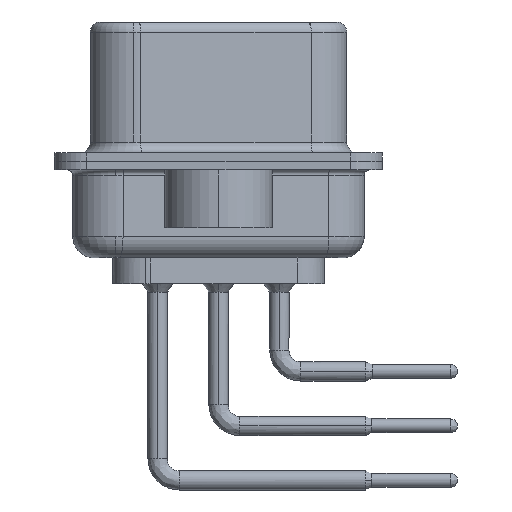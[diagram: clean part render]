
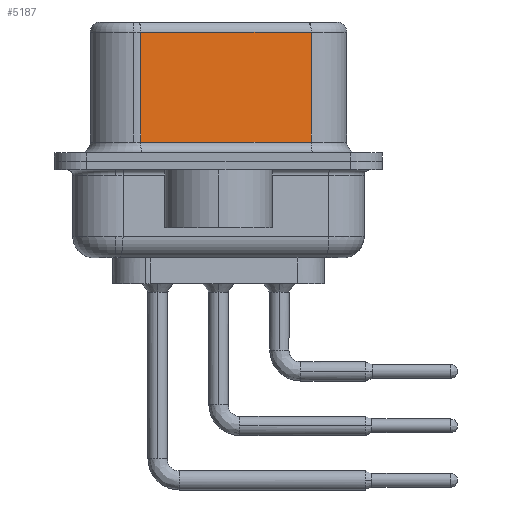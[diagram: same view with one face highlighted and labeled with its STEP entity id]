
A CAD part, left-side view. The second image highlights one B-rep face of the part: STEP entity #5187.
In plain terms, the highlighted planar face has unit normal (-0.985, -0.174, 0).
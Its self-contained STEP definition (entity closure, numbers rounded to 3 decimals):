
#1248 = VERTEX_POINT ( 'NONE', #35572 ) ;
#1966 = VECTOR ( 'NONE', #12081, 1000. ) ;
#2683 = CARTESIAN_POINT ( 'NONE',  ( 3.73, 3.628, 6.02 ) ) ;
#3181 = DIRECTION ( 'NONE',  ( 0., 0., -1. ) ) ;
#4263 = CARTESIAN_POINT ( 'NONE',  ( 5.132, -4.322, 6.02 ) ) ;
#4617 = ORIENTED_EDGE ( 'NONE', *, *, #22468, .T. ) ;
#4949 = VERTEX_POINT ( 'NONE', #19139 ) ;
#5187 = ADVANCED_FACE ( 'NONE', ( #29302 ), #25700, .F. ) ;
#5584 = EDGE_CURVE ( 'NONE', #33736, #34727, #9134, .T. ) ;
#5772 = VECTOR ( 'NONE', #25052, 1000. ) ;
#6769 = VECTOR ( 'NONE', #3181, 1000. ) ;
#8286 = EDGE_CURVE ( 'NONE', #33736, #4949, #35342, .T. ) ;
#9059 = CARTESIAN_POINT ( 'NONE',  ( 5.132, -4.322, 6.02 ) ) ;
#9134 = LINE ( 'NONE', #9059, #31040 ) ;
#9692 = LINE ( 'NONE', #32051, #1966 ) ;
#11298 = ORIENTED_EDGE ( 'NONE', *, *, #5584, .T. ) ;
#12020 = ORIENTED_EDGE ( 'NONE', *, *, #37089, .T. ) ;
#12081 = DIRECTION ( 'NONE',  ( 0.174, -0.985, 0. ) ) ;
#14485 = LINE ( 'NONE', #29026, #6769 ) ;
#16708 = CARTESIAN_POINT ( 'NONE',  ( 5.132, -4.322, 6.52 ) ) ;
#17732 = DIRECTION ( 'NONE',  ( -0.174, 0.985, 0. ) ) ;
#18467 = AXIS2_PLACEMENT_3D ( 'NONE', #34853, #36844, #36723 ) ;
#19139 = CARTESIAN_POINT ( 'NONE',  ( 5.132, -4.322, 0.9 ) ) ;
#22468 = EDGE_CURVE ( 'NONE', #1248, #4949, #9692, .T. ) ;
#25052 = DIRECTION ( 'NONE',  ( 0., 0., -1. ) ) ;
#25534 = ORIENTED_EDGE ( 'NONE', *, *, #8286, .F. ) ;
#25700 = PLANE ( 'NONE',  #18467 ) ;
#29026 = CARTESIAN_POINT ( 'NONE',  ( 3.73, 3.628, 6.52 ) ) ;
#29289 = EDGE_LOOP ( 'NONE', ( #25534, #11298, #12020, #4617 ) ) ;
#29302 = FACE_OUTER_BOUND ( 'NONE', #29289, .T. ) ;
#31040 = VECTOR ( 'NONE', #17732, 1000. ) ;
#32051 = CARTESIAN_POINT ( 'NONE',  ( 5.132, -4.322, 0.9 ) ) ;
#33736 = VERTEX_POINT ( 'NONE', #4263 ) ;
#34727 = VERTEX_POINT ( 'NONE', #2683 ) ;
#34853 = CARTESIAN_POINT ( 'NONE',  ( 5.132, -4.322, 6.52 ) ) ;
#35342 = LINE ( 'NONE', #16708, #5772 ) ;
#35572 = CARTESIAN_POINT ( 'NONE',  ( 3.73, 3.628, 0.9 ) ) ;
#36723 = DIRECTION ( 'NONE',  ( -0.174, 0.985, 0. ) ) ;
#36844 = DIRECTION ( 'NONE',  ( 0.985, 0.174, 0. ) ) ;
#37089 = EDGE_CURVE ( 'NONE', #34727, #1248, #14485, .T. ) ;
